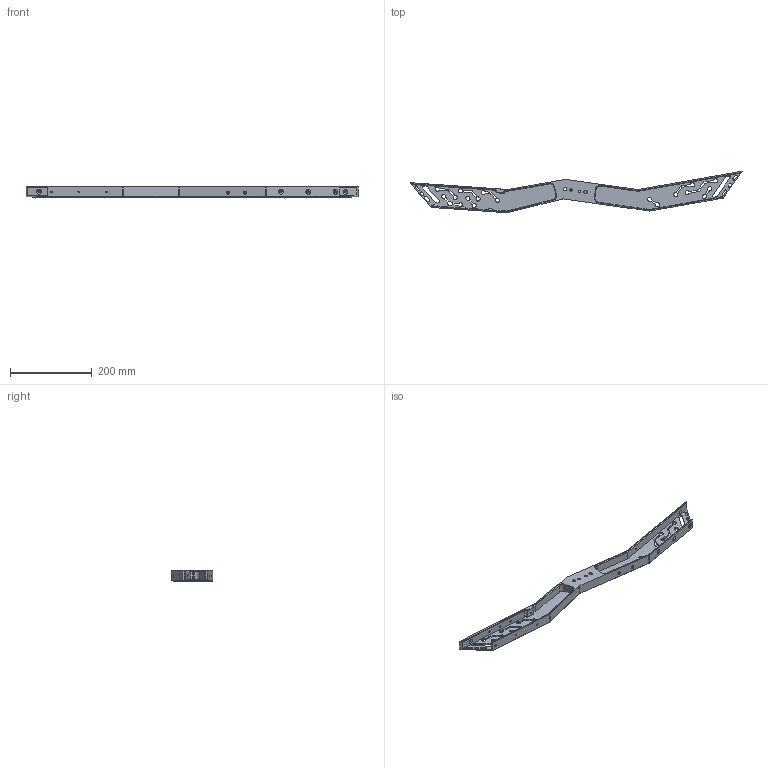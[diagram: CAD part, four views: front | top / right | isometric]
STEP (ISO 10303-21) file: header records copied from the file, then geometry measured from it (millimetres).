
FILE_DESCRIPTION(/* description */ (''),/* implementation_level */ '2;1');
FILE_NAME(/* name */ 'Odyssey Rail (R) (Skeletonised).step',/* time_stamp */ '2024-08-25T02:48:03+01:00',/* author */ (''),/* organization */ (''),/* preprocessor_version */ 'ST-DEVELOPER v20',/* originating_system */ 'Autodesk Translation Framework v13.14.0.145',/* authorisation */ '');
FILE_SCHEMA (('AUTOMOTIVE_DESIGN { 1 0 10303 214 3 1 1 }'));
Length unit declared in the file: millimetre
Products named in the file (1): Odyssey Rail (R)
Bounding box: 813.93 x 101.51 x 25 mm (x, y, z)
Volume: 354701 mm3; surface area: 148286.8 mm2
Topology: 1 solids, 1 shells, 421 faces, 1054 edges, 637 vertices
Faces by surface type: plane 166, cylinder 134, cone 109, bspline 12
Full cylindrical faces by diameter (mm): 3.3 x2, 4.2 x5, 5.5 x8, 6 x2, 8.25 x2, 12.7 x2
Entity records: 12987 total; most frequent: CARTESIAN_POINT 2609, DIRECTION 2213, ORIENTED_EDGE 2108, EDGE_CURVE 1054, AXIS2_PLACEMENT_3D 775, LINE 663, VECTOR 663, VERTEX_POINT 637
